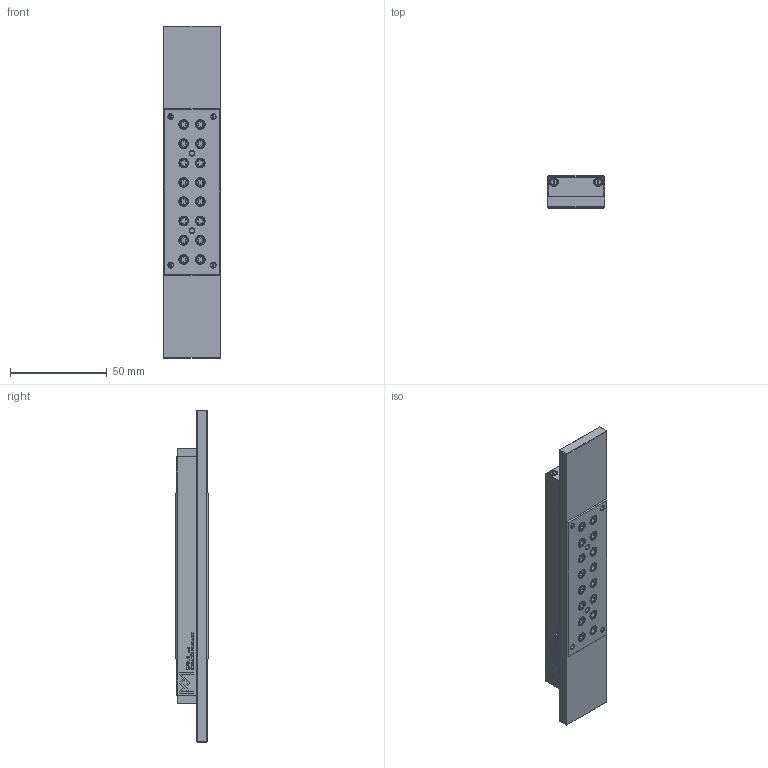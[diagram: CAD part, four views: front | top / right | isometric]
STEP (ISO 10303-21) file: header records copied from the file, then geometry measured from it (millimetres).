
FILE_DESCRIPTION(/* description */ (''),/* implementation_level */ '2;1');
FILE_NAME(/* name */ 'RTNG-1580.stp',/* time_stamp */ '2024-10-01T10:40:16+02:00',/* author */ (''),/* organization */ (''),/* preprocessor_version */ 'ST-DEVELOPER v16.7',/* originating_system */ 'SIEMENS PLM Software NX 12.0',/* authorisation */ '');
FILE_SCHEMA (('AUTOMOTIVE_DESIGN { 1 0 10303 214 3 1 1 1 }'));
Length unit declared in the file: millimetre
Products named in the file (1): RTNG-1580_stp
Bounding box: 29.6 x 17 x 172 mm (x, y, z)
Volume: 62239.1 mm3; surface area: 31646.4 mm2
Topology: 4 solids, 4 shells, 1429 faces, 3581 edges, 2312 vertices
Faces by surface type: plane 852, cylinder 193, bspline 180, cone 112, torus 92
Entity records: 48520 total; most frequent: CARTESIAN_POINT 10983, ORIENTED_EDGE 7162, DIRECTION 6395, EDGE_CURVE 3581, LINE 2387, VECTOR 2387, VERTEX_POINT 2312, AXIS2_PLACEMENT_3D 2004
